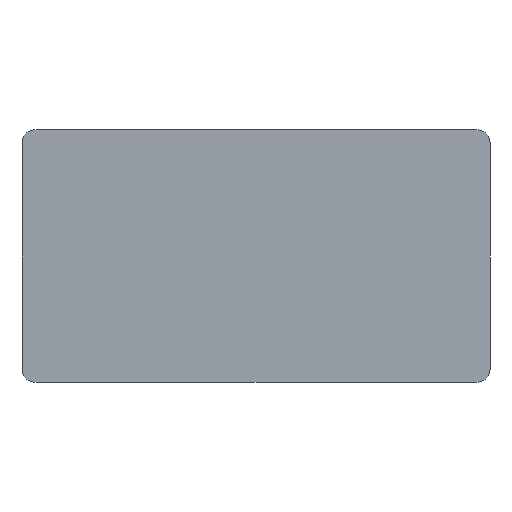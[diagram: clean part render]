
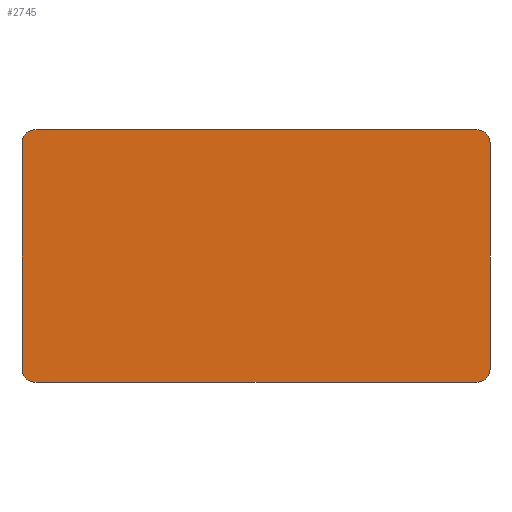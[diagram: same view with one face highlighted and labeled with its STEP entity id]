
A CAD part, left-side view. The second image highlights one B-rep face of the part: STEP entity #2745.
In plain terms, the highlighted planar face has unit normal (-1, 0, 0).
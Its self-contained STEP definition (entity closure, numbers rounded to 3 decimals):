
#10=DIRECTION('',(0.,0.,-1.));
#11=VECTOR('',#10,8.7);
#12=CARTESIAN_POINT('',(0.,9.,4.35));
#13=LINE('',#12,#11);
#26=DIRECTION('',(0.,-1.,0.));
#27=VECTOR('',#26,17.);
#28=CARTESIAN_POINT('',(0.,8.5,-4.85));
#29=LINE('',#28,#27);
#772=DIRECTION('',(0.,0.,-1.));
#773=VECTOR('',#772,8.7);
#774=CARTESIAN_POINT('',(0.,-9.,4.35));
#775=LINE('',#774,#773);
#780=CARTESIAN_POINT('',(0.,8.5,-4.35));
#781=DIRECTION('',(-1.,0.,0.));
#782=DIRECTION('',(0.,1.,0.));
#783=AXIS2_PLACEMENT_3D('',#780,#781,#782);
#785=CARTESIAN_POINT('',(0.,8.5,4.35));
#786=DIRECTION('',(-1.,0.,0.));
#787=DIRECTION('',(0.,0.,1.));
#788=AXIS2_PLACEMENT_3D('',#785,#786,#787);
#790=DIRECTION('',(0.,-1.,0.));
#791=VECTOR('',#790,17.);
#792=CARTESIAN_POINT('',(0.,8.5,4.85));
#793=LINE('',#792,#791);
#794=CARTESIAN_POINT('',(0.,-8.5,4.35));
#795=DIRECTION('',(-1.,0.,0.));
#796=DIRECTION('',(0.,-1.,0.));
#797=AXIS2_PLACEMENT_3D('',#794,#795,#796);
#799=CARTESIAN_POINT('',(0.,-8.5,-4.35));
#800=DIRECTION('',(-1.,0.,0.));
#801=DIRECTION('',(0.,0.,-1.));
#802=AXIS2_PLACEMENT_3D('',#799,#800,#801);
#1149=CARTESIAN_POINT('',(0.,8.5,-4.85));
#1151=VERTEX_POINT('',#1149);
#1154=CARTESIAN_POINT('',(0.,9.,-4.35));
#1155=VERTEX_POINT('',#1154);
#1156=CARTESIAN_POINT('',(0.,8.5,4.85));
#1158=VERTEX_POINT('',#1156);
#1160=CARTESIAN_POINT('',(0.,9.,4.35));
#1161=VERTEX_POINT('',#1160);
#1164=CARTESIAN_POINT('',(0.,-8.5,-4.85));
#1166=VERTEX_POINT('',#1164);
#1168=CARTESIAN_POINT('',(0.,-9.,-4.35));
#1169=VERTEX_POINT('',#1168);
#1197=CARTESIAN_POINT('',(0.,-8.5,4.85));
#1199=VERTEX_POINT('',#1197);
#1202=CARTESIAN_POINT('',(0.,-9.,4.35));
#1203=VERTEX_POINT('',#1202);
#2729=CARTESIAN_POINT('',(0.,9.,4.85));
#2730=DIRECTION('',(-1.,0.,0.));
#2731=DIRECTION('',(0.,0.,-1.));
#2732=AXIS2_PLACEMENT_3D('',#2729,#2730,#2731);
#2733=PLANE('',#2732);
#2734=ORIENTED_EDGE('',*,*,#1310,.F.);
#2735=ORIENTED_EDGE('',*,*,#1295,.F.);
#2737=ORIENTED_EDGE('',*,*,#2736,.F.);
#2738=ORIENTED_EDGE('',*,*,#2678,.T.);
#2739=ORIENTED_EDGE('',*,*,#2697,.F.);
#2740=ORIENTED_EDGE('',*,*,#2709,.T.);
#2741=ORIENTED_EDGE('',*,*,#2722,.F.);
#2742=ORIENTED_EDGE('',*,*,#1333,.F.);
#2743=EDGE_LOOP('',(#2734,#2735,#2737,#2738,#2739,#2740,#2741,#2742));
#2744=FACE_OUTER_BOUND('',#2743,.F.);
#2745=ADVANCED_FACE('',(#2744),#2733,.T.);
#784=CIRCLE('',#783,0.5);
#789=CIRCLE('',#788,0.5);
#798=CIRCLE('',#797,0.5);
#803=CIRCLE('',#802,0.5);
#1295=EDGE_CURVE('',#1161,#1155,#13,.T.);
#1310=EDGE_CURVE('',#1155,#1151,#784,.T.);
#1333=EDGE_CURVE('',#1151,#1166,#29,.T.);
#2678=EDGE_CURVE('',#1158,#1199,#793,.T.);
#2697=EDGE_CURVE('',#1203,#1199,#798,.T.);
#2709=EDGE_CURVE('',#1203,#1169,#775,.T.);
#2722=EDGE_CURVE('',#1166,#1169,#803,.T.);
#2736=EDGE_CURVE('',#1158,#1161,#789,.T.);
